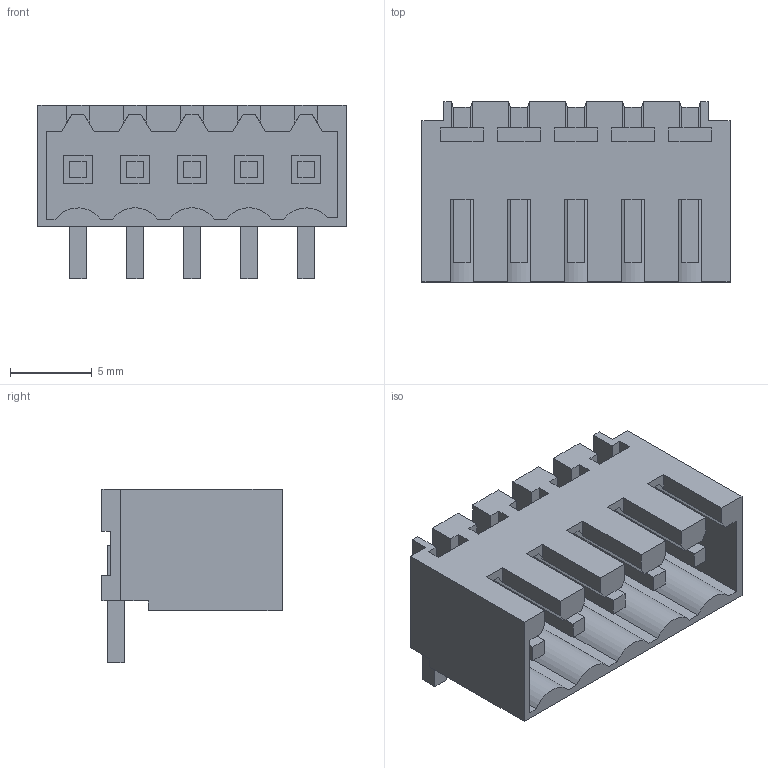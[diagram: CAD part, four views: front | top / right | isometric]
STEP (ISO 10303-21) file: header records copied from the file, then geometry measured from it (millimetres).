
FILE_DESCRIPTION(('CATIA V5 STEP Exchange','CAx-IF Rec.Pracs.--- Model Styling and Organization---1.2---2011-12-15'),'2;1');
FILE_NAME ('D1457182_0_1841660000_1841660000.stp','2018-03-10T11:01:37+00:00',('none'),('Weidmueller'),'CATIA Version 5-6 Release 2014','CATIA V5 STEP AP214','none');
FILE_SCHEMA(('AUTOMOTIVE_DESIGN { 1 0 10303 214 1 1 1 1 }'));
Length unit declared in the file: millimetre
Products named in the file (1): 1841660000
Bounding box: 18.9 x 11.05 x 10.65 mm (x, y, z)
Volume: 658.4 mm3; surface area: 1862 mm2
Topology: 6 solids, 6 shells, 287 faces, 836 edges, 566 vertices
Faces by surface type: plane 282, cylinder 5
Entity records: 8772 total; most frequent: ORIENTED_EDGE 1672, CARTESIAN_POINT 1572, DIRECTION 1174, EDGE_CURVE 836, VECTOR 826, LINE 826, VERTEX_POINT 566, EDGE_LOOP 302
